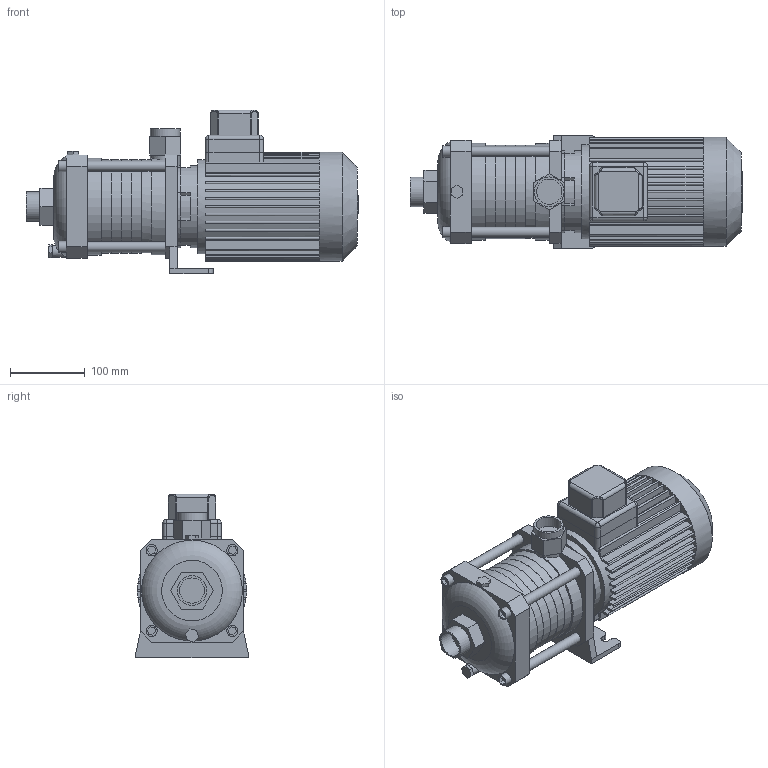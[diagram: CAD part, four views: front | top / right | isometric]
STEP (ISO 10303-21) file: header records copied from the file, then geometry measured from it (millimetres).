
FILE_DESCRIPTION(/* description */ (''),/* implementation_level */ '2;1');
FILE_NAME(/* name */ '3d_MHIL305-E-3-400-50-2_IE3-4210650.stp',/* time_stamp */ '2017-03-20T11:23:38+01:00',/* author */ ('Andrzej'),/* organization */ (''),/* preprocessor_version */ 'ST-DEVELOPER v15.5',/* originating_system */ 'AutoCAD Mechanical',/* authorisation */ '');
FILE_SCHEMA (('AUTOMOTIVE_DESIGN { 1 0 10303 214 3 1 1 }'));
Length unit declared in the file: millimetre
Products named in the file (1): Product
Bounding box: 444.3 x 150 x 219 mm (x, y, z)
Volume: 6256219.7 mm3; surface area: 554767.3 mm2
Topology: 11 solids, 11 shells, 471 faces, 1209 edges, 776 vertices
Faces by surface type: plane 324, cylinder 108, bspline 32, sphere 4, torus 2, cone 1
Full cylindrical faces by diameter (mm): 13.454 x4, 15 x4, 15.7 x1, 33.7 x2, 39.7 x2, 110 x2, 125 x5, 126 x1, 130 x1, 146 x1
Entity records: 14808 total; most frequent: CARTESIAN_POINT 3398, DIRECTION 2356, ORIENTED_EDGE 2338, EDGE_CURVE 1169, AXIS2_PLACEMENT_3D 805, VERTEX_POINT 766, LINE 746, VECTOR 746
